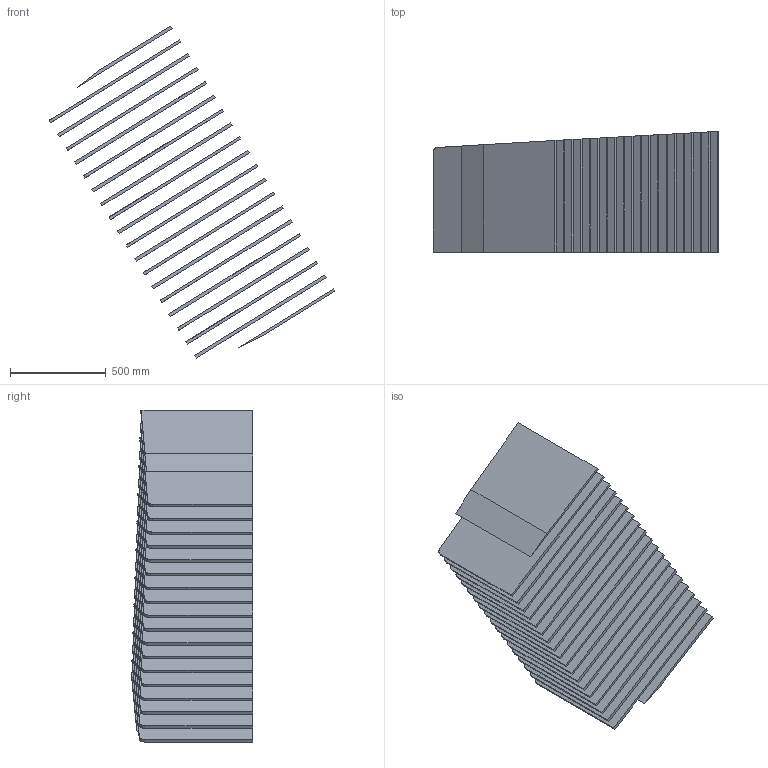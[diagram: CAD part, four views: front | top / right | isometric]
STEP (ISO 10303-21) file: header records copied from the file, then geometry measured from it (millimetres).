
FILE_DESCRIPTION(('FreeCAD Model'),'2;1');
FILE_NAME('detailed_HCPB/HCPB_sample_envelope_breeder_material.step', '2018-01-22T16:31:12',('FreeCAD'),('FreeCAD'), 'Open CASCADE STEP processor 7.1','FreeCAD','Unknown');
FILE_SCHEMA(('AUTOMOTIVE_DESIGN_CC2 { 1 2 10303 214 -1 1 5 4 }'));
Length unit declared in the file: millimetre
Products named in the file (21): Open CASCADE STEP translator 7.1 5; Open CASCADE STEP translator 7.1 5.1; Open CASCADE STEP translator 7.1 5.2; Open CASCADE STEP translator 7.1 5.3; Open CASCADE STEP translator 7.1 5.4; Open CASCADE STEP translator 7.1 5.5; Open CASCADE STEP translator 7.1 5.6; Open CASCADE STEP translator 7.1 5.7; Open CASCADE STEP translator 7.1 5.8; Open CASCADE STEP translator 7.1 5.9; Open CASCADE STEP translator 7.1 5.10; Open CASCADE STEP translator 7.1 5.11; Open CASCADE STEP translator 7.1 5.12; Open CASCADE STEP translator 7.1 5.13; Open CASCADE STEP translator 7.1 5.14; Open CASCADE STEP translator 7.1 5.15; Open CASCADE STEP translator 7.1 5.16; Open CASCADE STEP translator 7.1 5.17; Open CASCADE STEP translator 7.1 5.18; Open CASCADE STEP translator 7.1 5.19; Open CASCADE STEP translator 7.1 5.20
Assembly tree (20 placements, depth 2):
  Open CASCADE STEP translator 7.1 5
    Open CASCADE STEP translator 7.1 5.1
    Open CASCADE STEP translator 7.1 5.2
    Open CASCADE STEP translator 7.1 5.3
    Open CASCADE STEP translator 7.1 5.4
    Open CASCADE STEP translator 7.1 5.5
    Open CASCADE STEP translator 7.1 5.6
    Open CASCADE STEP translator 7.1 5.7
    Open CASCADE STEP translator 7.1 5.8
    Open CASCADE STEP translator 7.1 5.9
    Open CASCADE STEP translator 7.1 5.10
    Open CASCADE STEP translator 7.1 5.11
    Open CASCADE STEP translator 7.1 5.12
    Open CASCADE STEP translator 7.1 5.13
    Open CASCADE STEP translator 7.1 5.14
    Open CASCADE STEP translator 7.1 5.15
    Open CASCADE STEP translator 7.1 5.16
    Open CASCADE STEP translator 7.1 5.17
    Open CASCADE STEP translator 7.1 5.18
    Open CASCADE STEP translator 7.1 5.19
    Open CASCADE STEP translator 7.1 5.20
Bounding box: 1492.78 x 632.95 x 1734.84 mm (x, y, z)
Volume: 136143145 mm3; surface area: 19122391.6 mm2
Topology: 20 solids, 20 shells, 138 faces, 294 edges, 196 vertices
Faces by surface type: plane 120, cylinder 18
Entity records: 7600 total; most frequent: CARTESIAN_POINT 1969, DIRECTION 756, ORIENTED_EDGE 588, PCURVE 588, DEFINITIONAL_REPRESENTATION 588, B_SPLINE_CURVE_WITH_KNOTS 480, LINE 330, VECTOR 330
